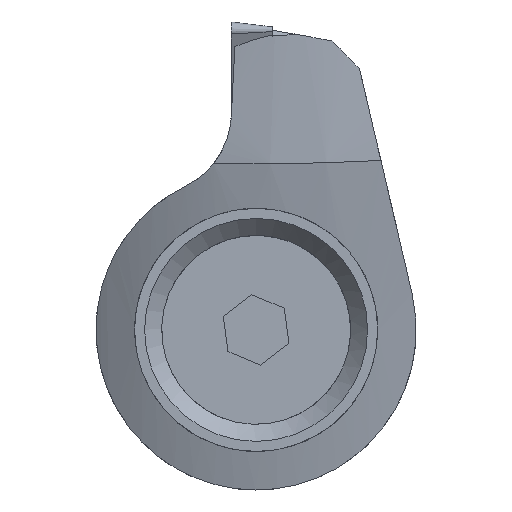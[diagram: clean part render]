
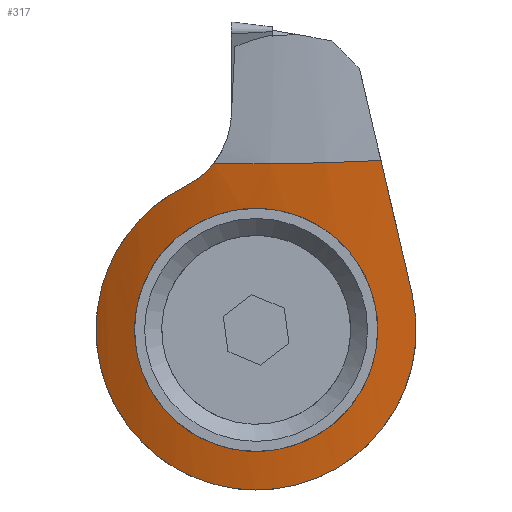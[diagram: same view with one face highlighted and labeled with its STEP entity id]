
A CAD part, left-side view. The second image highlights one B-rep face of the part: STEP entity #317.
In plain terms, the highlighted cylindrical face has radius 18.9 mm (diameter 37.8 mm), a partial arc.
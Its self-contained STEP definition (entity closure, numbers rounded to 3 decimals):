
#107=CYLINDRICAL_SURFACE('',#939,18.9);
#113=B_SPLINE_CURVE_WITH_KNOTS('',3,(#1336,#1337,#1338,#1339,#1340,#1341,
#1342),.UNSPECIFIED.,.F.,.F.,(4,3,4),(0.,0.787,1.),
 .UNSPECIFIED.);
#114=B_SPLINE_CURVE_WITH_KNOTS('',3,(#1344,#1345,#1346,#1347,#1348,#1349,
#1350,#1351,#1352,#1353,#1354,#1355,#1356,#1357,#1358,#1359),
 .UNSPECIFIED.,.F.,.F.,(4,2,2,2,2,2,2,4),(0.,0.125,0.25,0.375,0.5,0.625,
0.75,1.),.UNSPECIFIED.);
#115=B_SPLINE_CURVE_WITH_KNOTS('',3,(#1365,#1366,#1367,#1368,#1369,#1370,
#1371,#1372,#1373,#1374,#1375,#1376,#1377,#1378,#1379,#1380,#1381,#1382),
 .UNSPECIFIED.,.T.,.F.,(2,2,2,2,2,2,2,2,2,2,2),(-0.125,0.,0.125,0.25,0.375,
0.5,0.625,0.75,0.875,1.,1.125),.UNSPECIFIED.);
#118=ELLIPSE('',#915,85.74,18.9);
#123=ELLIPSE('',#922,18.987,18.9);
#317=ADVANCED_FACE('',(#361,#362),#107,.T.);
#361=FACE_BOUND('',#407,.T.);
#362=FACE_BOUND('',#408,.T.);
#407=EDGE_LOOP('',(#526));
#408=EDGE_LOOP('',(#527,#528,#529,#530));
#526=ORIENTED_EDGE('',*,*,#761,.T.);
#527=ORIENTED_EDGE('',*,*,#730,.F.);
#528=ORIENTED_EDGE('',*,*,#744,.F.);
#529=ORIENTED_EDGE('',*,*,#757,.F.);
#530=ORIENTED_EDGE('',*,*,#758,.F.);
#660=VERTEX_POINT('',#1268);
#661=VERTEX_POINT('',#1270);
#671=VERTEX_POINT('',#1304);
#678=VERTEX_POINT('',#1335);
#680=VERTEX_POINT('',#1383);
#730=EDGE_CURVE('',#660,#661,#118,.T.);
#744=EDGE_CURVE('',#671,#660,#123,.T.);
#757=EDGE_CURVE('',#678,#671,#113,.T.);
#758=EDGE_CURVE('',#661,#678,#114,.T.);
#761=EDGE_CURVE('',#680,#680,#115,.T.);
#915=AXIS2_PLACEMENT_3D('',#1269,#1025,#1026);
#922=AXIS2_PLACEMENT_3D('',#1305,#1047,#1048);
#939=AXIS2_PLACEMENT_3D('',#1393,#1091,#1092);
#1025=DIRECTION('',(0.,-0.974,0.228));
#1026=DIRECTION('',(0.26,-0.22,-0.94));
#1047=DIRECTION('',(-0.16,0.,0.987));
#1048=DIRECTION('',(0.987,0.,0.16));
#1091=DIRECTION('',(0.254,0.,-0.967));
#1092=DIRECTION('',(-0.967,0.,-0.254));
#1268=CARTESIAN_POINT('',(-8.16,-6.079,8.254));
#1269=CARTESIAN_POINT('',(3.528,0.,34.226));
#1270=CARTESIAN_POINT('',(-5.852,-7.595,1.778));
#1304=CARTESIAN_POINT('',(-9.043,2.067,8.111));
#1305=CARTESIAN_POINT('',(9.585,0.,11.136));
#1335=CARTESIAN_POINT('',(-8.542,3.442,7.));
#1336=CARTESIAN_POINT('',(-8.542,3.442,7.));
#1337=CARTESIAN_POINT('',(-8.676,3.025,7.205));
#1338=CARTESIAN_POINT('',(-8.809,2.639,7.487));
#1339=CARTESIAN_POINT('',(-8.938,2.317,7.824));
#1340=CARTESIAN_POINT('',(-8.973,2.229,7.915));
#1341=CARTESIAN_POINT('',(-9.008,2.146,8.011));
#1342=CARTESIAN_POINT('',(-9.043,2.067,8.111));
#1344=CARTESIAN_POINT('',(-5.852,-7.595,1.778));
#1345=CARTESIAN_POINT('',(-5.344,-7.917,0.4));
#1346=CARTESIAN_POINT('',(-4.982,-7.863,-1.098));
#1347=CARTESIAN_POINT('',(-4.663,-6.916,-3.898));
#1348=CARTESIAN_POINT('',(-4.699,-6.015,-5.183));
#1349=CARTESIAN_POINT('',(-4.852,-3.693,-7.028));
#1350=CARTESIAN_POINT('',(-4.956,-2.249,-7.615));
#1351=CARTESIAN_POINT('',(-5.004,0.711,-7.909));
#1352=CARTESIAN_POINT('',(-4.947,2.223,-7.625));
#1353=CARTESIAN_POINT('',(-4.777,4.893,-6.257));
#1354=CARTESIAN_POINT('',(-4.676,6.007,-5.192));
#1355=CARTESIAN_POINT('',(-4.762,7.494,-2.624));
#1356=CARTESIAN_POINT('',(-4.976,7.852,-1.109));
#1357=CARTESIAN_POINT('',(-6.183,7.676,3.179));
#1358=CARTESIAN_POINT('',(-7.711,6.037,5.724));
#1359=CARTESIAN_POINT('',(-8.542,3.442,7.));
#1365=CARTESIAN_POINT('',(-8.587,1.605,5.925));
#1366=CARTESIAN_POINT('',(-8.587,-1.605,5.925));
#1367=CARTESIAN_POINT('',(-8.173,-3.128,5.249));
#1368=CARTESIAN_POINT('',(-7.123,-5.243,3.138));
#1369=CARTESIAN_POINT('',(-6.507,-5.88,1.693));
#1370=CARTESIAN_POINT('',(-5.677,-5.965,-1.362));
#1371=CARTESIAN_POINT('',(-5.486,-5.374,-2.961));
#1372=CARTESIAN_POINT('',(-5.414,-3.162,-5.258));
#1373=CARTESIAN_POINT('',(-5.478,-1.583,-5.924));
#1374=CARTESIAN_POINT('',(-5.478,1.578,-5.926));
#1375=CARTESIAN_POINT('',(-5.414,3.157,-5.262));
#1376=CARTESIAN_POINT('',(-5.486,5.371,-2.966));
#1377=CARTESIAN_POINT('',(-5.676,5.965,-1.365));
#1378=CARTESIAN_POINT('',(-6.507,5.881,1.692));
#1379=CARTESIAN_POINT('',(-7.125,5.24,3.143));
#1380=CARTESIAN_POINT('',(-8.173,3.128,5.248));
#1381=CARTESIAN_POINT('',(-8.587,1.605,5.925));
#1382=CARTESIAN_POINT('',(-8.587,-1.605,5.925));
#1383=CARTESIAN_POINT('',(-8.587,0.,5.925));
#1393=CARTESIAN_POINT('',(8.22,0.,16.341));
